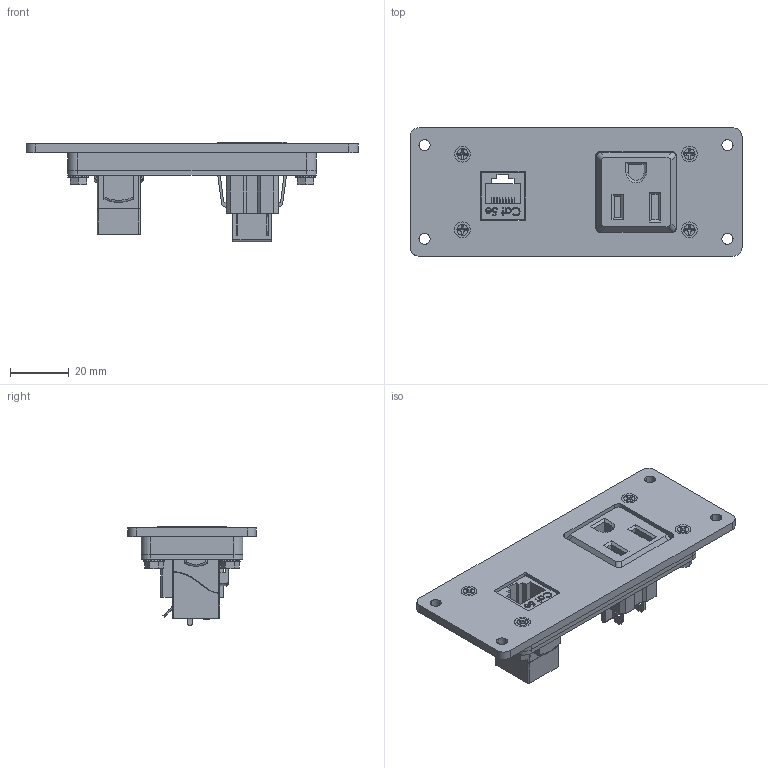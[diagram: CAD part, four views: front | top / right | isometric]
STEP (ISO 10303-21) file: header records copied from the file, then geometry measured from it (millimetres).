
FILE_DESCRIPTION (( 'STEP AP203' ), '1' );
FILE_NAME ('P-R2-F1R0_3D.STEP', '2018-11-21T19:33:30', ( '' ), ( '' ), 'SwSTEP 2.0', 'SolidWorks 2018', '' );
FILE_SCHEMA (( 'CONFIG_CONTROL_DESIGN' ));
Length unit declared in the file: millimetre
Products named in the file (10): R2; 4-40 half inch flathead _90273A110; Z-002-M3HN_93825A110; P-R2-F1R0_FP120_1; P-R2-F1R0_3D; P-R2-F1R0_TP060_1; P-R2-F1R0_BP240_1; Z-200-OTLT-R0SQ; R; Z-300-RJ45CAT5
Assembly tree (15 placements, depth 3):
  P-R2-F1R0_3D
    P-R2-F1R0_FP120_1
    P-R2-F1R0_TP060_1
    P-R2-F1R0_BP240_1
    R
      Z-200-OTLT-R0SQ
    R2
      Z-300-RJ45CAT5
    4-40 half inch flathead _90273A110  x4
    Z-002-M3HN_93825A110  x4
Bounding box: 113.03 x 43.69 x 33.86 mm (x, y, z)
Volume: 41985.2 mm3; surface area: 32268.8 mm2
Topology: 13 solids, 13 shells, 1376 faces, 3858 edges, 2532 vertices
Faces by surface type: plane 509, cylinder 422, bspline 244, cone 201
Entity records: 32392 total; most frequent: CARTESIAN_POINT 13880, ORIENTED_EDGE 4130, DIRECTION 2756, EDGE_CURVE 2065, VERTEX_POINT 1362, LINE 1242, VECTOR 1242, EDGE_LOOP 855
